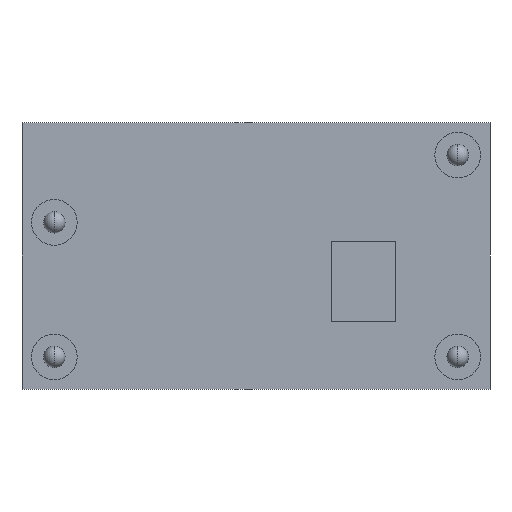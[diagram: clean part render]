
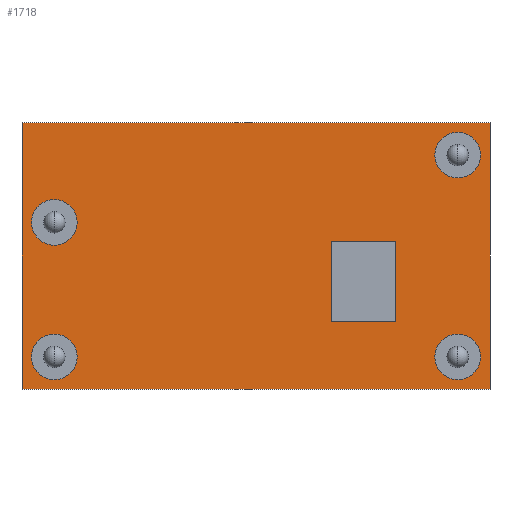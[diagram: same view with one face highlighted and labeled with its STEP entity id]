
A CAD part, front view. The second image highlights one B-rep face of the part: STEP entity #1718.
In plain terms, the highlighted planar face has unit normal (0, -1, 0).
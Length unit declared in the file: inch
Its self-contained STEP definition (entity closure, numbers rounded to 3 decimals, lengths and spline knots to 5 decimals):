
#51 = DIRECTION ( 'NONE',  ( 0., 0., 1. ) ) ;
#89 = ORIENTED_EDGE ( 'NONE', *, *, #2819, .F. ) ;
#186 = ORIENTED_EDGE ( 'NONE', *, *, #948, .T. ) ;
#193 = FACE_OUTER_BOUND ( 'NONE', #1666, .T. ) ;
#214 = LINE ( 'NONE', #1190, #3046 ) ;
#308 = CIRCLE ( 'NONE', #2973, 0.0225 ) ;
#327 = CARTESIAN_POINT ( 'NONE',  ( 0.375, 0.06, 0.165 ) ) ;
#346 = DIRECTION ( 'NONE',  ( 0., 1., 0. ) ) ;
#350 = CARTESIAN_POINT ( 'NONE',  ( 0.375, 0.06, 0.1875 ) ) ;
#355 = DIRECTION ( 'NONE',  ( 0., 0., 1. ) ) ;
#564 = DIRECTION ( 'NONE',  ( 0., -1., 0. ) ) ;
#574 = DIRECTION ( 'NONE',  ( 0., 0., -1. ) ) ;
#642 = VECTOR ( 'NONE', #3058, 39.37008 ) ;
#652 = AXIS2_PLACEMENT_3D ( 'NONE', #699, #2474, #2742 ) ;
#660 = EDGE_CURVE ( 'NONE', #3144, #2434, #3243, .T. ) ;
#682 = EDGE_CURVE ( 'NONE', #1771, #1601, #1330, .T. ) ;
#699 = CARTESIAN_POINT ( 'NONE',  ( -0.375, 0.06, 0.0625 ) ) ;
#717 = DIRECTION ( 'NONE',  ( 0., 0., 1. ) ) ;
#750 = CARTESIAN_POINT ( 'NONE',  ( -0.375, 0.06, 0.04 ) ) ;
#768 = CARTESIAN_POINT ( 'NONE',  ( -0.435, 0.06, 0.2475 ) ) ;
#791 = AXIS2_PLACEMENT_3D ( 'NONE', #2634, #346, #355 ) ;
#808 = DIRECTION ( 'NONE',  ( 0., 1., 0. ) ) ;
#824 = CARTESIAN_POINT ( 'NONE',  ( 0.375, 0.06, -0.1875 ) ) ;
#834 = ORIENTED_EDGE ( 'NONE', *, *, #3126, .F. ) ;
#865 = FACE_BOUND ( 'NONE', #2878, .T. ) ;
#867 = AXIS2_PLACEMENT_3D ( 'NONE', #2333, #808, #2566 ) ;
#868 = VERTEX_POINT ( 'NONE', #2984 ) ;
#874 = ORIENTED_EDGE ( 'NONE', *, *, #2331, .T. ) ;
#884 = EDGE_CURVE ( 'NONE', #1021, #1818, #2696, .T. ) ;
#948 = EDGE_CURVE ( 'NONE', #3127, #868, #2522, .T. ) ;
#1021 = VERTEX_POINT ( 'NONE', #1887 ) ;
#1057 = ORIENTED_EDGE ( 'NONE', *, *, #682, .T. ) ;
#1078 = CARTESIAN_POINT ( 'NONE',  ( -0.375, 0.06, -0.165 ) ) ;
#1095 = EDGE_CURVE ( 'NONE', #2874, #2726, #1710, .T. ) ;
#1150 = AXIS2_PLACEMENT_3D ( 'NONE', #1300, #2554, #51 ) ;
#1152 = LINE ( 'NONE', #1785, #642 ) ;
#1190 = CARTESIAN_POINT ( 'NONE',  ( -0.435, 0.06, 0.2475 ) ) ;
#1199 = CARTESIAN_POINT ( 'NONE',  ( -0.375, 0.06, -0.1875 ) ) ;
#1261 = CARTESIAN_POINT ( 'NONE',  ( 0.375, 0.06, -0.165 ) ) ;
#1300 = CARTESIAN_POINT ( 'NONE',  ( 0.375, 0.06, 0.1875 ) ) ;
#1301 = FACE_BOUND ( 'NONE', #3157, .T. ) ;
#1312 = ORIENTED_EDGE ( 'NONE', *, *, #884, .T. ) ;
#1330 = CIRCLE ( 'NONE', #1150, 0.0225 ) ;
#1502 = DIRECTION ( 'NONE',  ( 0., 1., 0. ) ) ;
#1598 = CARTESIAN_POINT ( 'NONE',  ( -0.435, 0.06, 0.2475 ) ) ;
#1601 = VERTEX_POINT ( 'NONE', #2166 ) ;
#1666 = EDGE_LOOP ( 'NONE', ( #89, #834, #2632, #2340 ) ) ;
#1672 = EDGE_CURVE ( 'NONE', #2434, #3144, #2629, .T. ) ;
#1710 = LINE ( 'NONE', #2950, #3113 ) ;
#1718 = ADVANCED_FACE ( 'NONE', ( #865, #2674, #193, #1982, #1301 ), #2082, .T. ) ;
#1727 = CARTESIAN_POINT ( 'NONE',  ( -0.435, 0.06, -0.2475 ) ) ;
#1769 = EDGE_LOOP ( 'NONE', ( #3103, #186 ) ) ;
#1771 = VERTEX_POINT ( 'NONE', #327 ) ;
#1785 = CARTESIAN_POINT ( 'NONE',  ( 0.435, 0.06, 0.2475 ) ) ;
#1788 = VECTOR ( 'NONE', #2059, 39.37008 ) ;
#1818 = VERTEX_POINT ( 'NONE', #1078 ) ;
#1819 = CIRCLE ( 'NONE', #3151, 0.0225 ) ;
#1847 = CARTESIAN_POINT ( 'NONE',  ( 0.435, 0.06, -0.2475 ) ) ;
#1887 = CARTESIAN_POINT ( 'NONE',  ( -0.375, 0.06, -0.21 ) ) ;
#1930 = ORIENTED_EDGE ( 'NONE', *, *, #2876, .T. ) ;
#1945 = DIRECTION ( 'NONE',  ( 0., 1., 0. ) ) ;
#1980 = EDGE_CURVE ( 'NONE', #868, #3127, #2400, .T. ) ;
#1982 = FACE_BOUND ( 'NONE', #1769, .T. ) ;
#1988 = VERTEX_POINT ( 'NONE', #2598 ) ;
#2059 = DIRECTION ( 'NONE',  ( 0., 0., 1. ) ) ;
#2082 = PLANE ( 'NONE',  #2397 ) ;
#2166 = CARTESIAN_POINT ( 'NONE',  ( 0.375, 0.06, 0.21 ) ) ;
#2194 = DIRECTION ( 'NONE',  ( 0., 0., 1. ) ) ;
#2237 = DIRECTION ( 'NONE',  ( 0., 1., 0. ) ) ;
#2331 = EDGE_CURVE ( 'NONE', #1818, #1021, #308, .T. ) ;
#2333 = CARTESIAN_POINT ( 'NONE',  ( -0.375, 0.06, 0.0625 ) ) ;
#2340 = ORIENTED_EDGE ( 'NONE', *, *, #1095, .F. ) ;
#2397 = AXIS2_PLACEMENT_3D ( 'NONE', #2611, #564, #574 ) ;
#2400 = CIRCLE ( 'NONE', #791, 0.0225 ) ;
#2434 = VERTEX_POINT ( 'NONE', #750 ) ;
#2474 = DIRECTION ( 'NONE',  ( 0., 1., 0. ) ) ;
#2522 = CIRCLE ( 'NONE', #2721, 0.0225 ) ;
#2554 = DIRECTION ( 'NONE',  ( 0., 1., 0. ) ) ;
#2566 = DIRECTION ( 'NONE',  ( 0., 0., 1. ) ) ;
#2588 = DIRECTION ( 'NONE',  ( 1., 0., 0. ) ) ;
#2598 = CARTESIAN_POINT ( 'NONE',  ( 0.435, 0.06, 0.2475 ) ) ;
#2611 = CARTESIAN_POINT ( 'NONE',  ( 0., 0.06, 0. ) ) ;
#2613 = AXIS2_PLACEMENT_3D ( 'NONE', #3233, #1945, #2194 ) ;
#2628 = DIRECTION ( 'NONE',  ( 0., 0., 1. ) ) ;
#2629 = CIRCLE ( 'NONE', #652, 0.0225 ) ;
#2632 = ORIENTED_EDGE ( 'NONE', *, *, #2792, .F. ) ;
#2634 = CARTESIAN_POINT ( 'NONE',  ( 0.375, 0.06, -0.1875 ) ) ;
#2674 = FACE_BOUND ( 'NONE', #2717, .T. ) ;
#2696 = CIRCLE ( 'NONE', #2613, 0.0225 ) ;
#2717 = EDGE_LOOP ( 'NONE', ( #1312, #874 ) ) ;
#2721 = AXIS2_PLACEMENT_3D ( 'NONE', #824, #1502, #2861 ) ;
#2726 = VERTEX_POINT ( 'NONE', #1727 ) ;
#2742 = DIRECTION ( 'NONE',  ( 0., 0., 1. ) ) ;
#2767 = DIRECTION ( 'NONE',  ( -1., 0., 0. ) ) ;
#2792 = EDGE_CURVE ( 'NONE', #2726, #2885, #3104, .T. ) ;
#2819 = EDGE_CURVE ( 'NONE', #1988, #2874, #1152, .T. ) ;
#2846 = ORIENTED_EDGE ( 'NONE', *, *, #660, .T. ) ;
#2861 = DIRECTION ( 'NONE',  ( 0., 0., 1. ) ) ;
#2874 = VERTEX_POINT ( 'NONE', #1847 ) ;
#2876 = EDGE_CURVE ( 'NONE', #1601, #1771, #1819, .T. ) ;
#2878 = EDGE_LOOP ( 'NONE', ( #3173, #2846 ) ) ;
#2885 = VERTEX_POINT ( 'NONE', #1598 ) ;
#2898 = DIRECTION ( 'NONE',  ( 0., 1., 0. ) ) ;
#2950 = CARTESIAN_POINT ( 'NONE',  ( -0.435, 0.06, -0.2475 ) ) ;
#2961 = CARTESIAN_POINT ( 'NONE',  ( -0.375, 0.06, 0.085 ) ) ;
#2973 = AXIS2_PLACEMENT_3D ( 'NONE', #1199, #2237, #717 ) ;
#2984 = CARTESIAN_POINT ( 'NONE',  ( 0.375, 0.06, -0.21 ) ) ;
#3046 = VECTOR ( 'NONE', #2588, 39.37008 ) ;
#3058 = DIRECTION ( 'NONE',  ( 0., 0., -1. ) ) ;
#3103 = ORIENTED_EDGE ( 'NONE', *, *, #1980, .T. ) ;
#3104 = LINE ( 'NONE', #768, #1788 ) ;
#3113 = VECTOR ( 'NONE', #2767, 39.37008 ) ;
#3126 = EDGE_CURVE ( 'NONE', #2885, #1988, #214, .T. ) ;
#3127 = VERTEX_POINT ( 'NONE', #1261 ) ;
#3144 = VERTEX_POINT ( 'NONE', #2961 ) ;
#3151 = AXIS2_PLACEMENT_3D ( 'NONE', #350, #2898, #2628 ) ;
#3157 = EDGE_LOOP ( 'NONE', ( #1057, #1930 ) ) ;
#3173 = ORIENTED_EDGE ( 'NONE', *, *, #1672, .T. ) ;
#3233 = CARTESIAN_POINT ( 'NONE',  ( -0.375, 0.06, -0.1875 ) ) ;
#3243 = CIRCLE ( 'NONE', #867, 0.0225 ) ;
